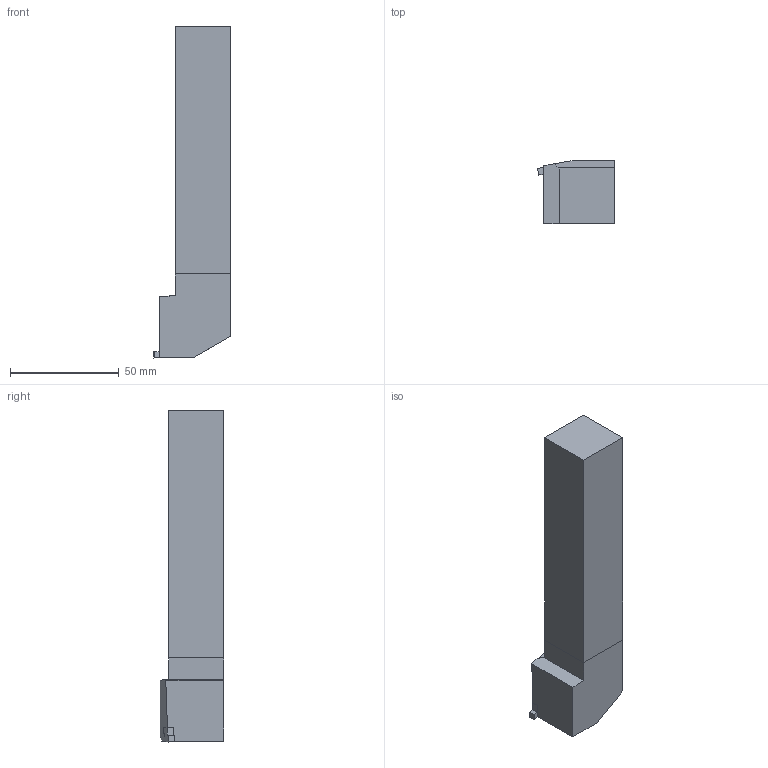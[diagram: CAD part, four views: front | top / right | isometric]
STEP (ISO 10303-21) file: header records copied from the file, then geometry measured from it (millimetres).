
FILE_DESCRIPTION(/* description */ (''),/* implementation_level */ '2;1');
FILE_NAME(/* name */ 'CEAR1006-10.stp',/* time_stamp */ '2018-03-29T15:43:56+05:00',/* author */ (''),/* organization */ (''),/* preprocessor_version */ 'ST-DEVELOPER v16',/* originating_system */ 'SIEMENS PLM Software NX 11.0',/* authorisation */ '');
FILE_SCHEMA (('AUTOMOTIVE_DESIGN { 1 0 10303 214 3 1 1 1 }'));
Length unit declared in the file: millimetre
Products named in the file (1): inpu17FCA7BCnlgr
Bounding box: 35.39 x 29.21 x 152.65 mm (x, y, z)
Volume: 103768 mm3; surface area: 19003.2 mm2
Topology: 3 solids, 3 shells, 33 faces, 80 edges, 53 vertices
Faces by surface type: plane 33
Entity records: 1018 total; most frequent: CARTESIAN_POINT 170, ORIENTED_EDGE 160, DIRECTION 154, EDGE_CURVE 80, LINE 80, VECTOR 80, VERTEX_POINT 53, AXIS2_PLACEMENT_3D 37
